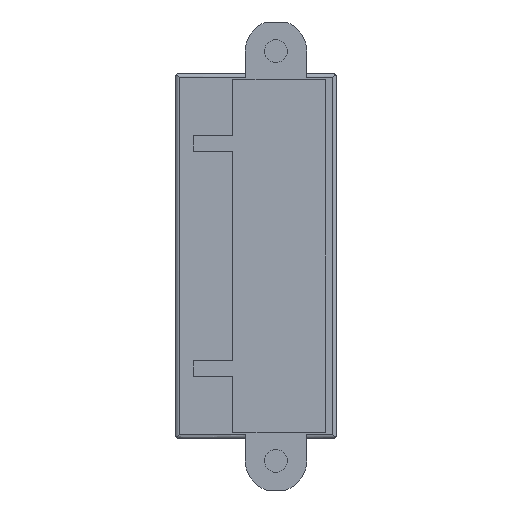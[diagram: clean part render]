
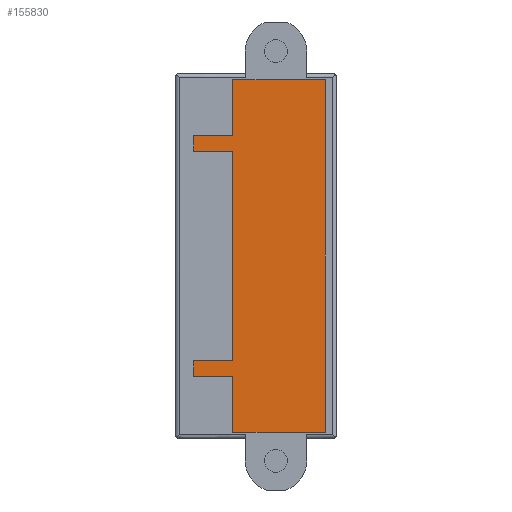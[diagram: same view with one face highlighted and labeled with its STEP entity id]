
A CAD part, left-side view. The second image highlights one B-rep face of the part: STEP entity #155830.
In plain terms, the highlighted face is planar.
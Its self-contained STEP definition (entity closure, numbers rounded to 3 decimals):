
#28200=CARTESIAN_POINT('',(0.8,16.,9.1));
#28210=VERTEX_POINT('',#28200);
#28240=CARTESIAN_POINT('',(0.8,16.,0.));
#28250=DIRECTION('',(-0.,0.,-1.));
#28260=VECTOR('',#28250,1.);
#28270=LINE('',#28240,#28260);
#28280=CARTESIAN_POINT('',(0.8,16.,-9.));
#28290=VERTEX_POINT('',#28280);
#28300=EDGE_CURVE('',#28210,#28290,#28270,.T.);
#154880=CARTESIAN_POINT('',(46.72,16.,9.1));
#154890=VERTEX_POINT('',#154880);
#154920=CARTESIAN_POINT('',(0.,16.,9.1));
#154930=DIRECTION('',(1.,0.,0.));
#154940=VECTOR('',#154930,1.);
#154950=LINE('',#154920,#154940);
#154960=EDGE_CURVE('',#28210,#154890,#154950,.T.);
#155370=CARTESIAN_POINT('',(46.72,16.,0.));
#155380=DIRECTION('',(0.,0.,1.));
#155390=VECTOR('',#155380,1.);
#155400=LINE('',#155370,#155390);
#155410=CARTESIAN_POINT('',(46.72,16.,-9.));
#155420=VERTEX_POINT('',#155410);
#155430=EDGE_CURVE('',#155420,#154890,#155400,.T.);
#155670=CARTESIAN_POINT('',(2.,16.,-2.));
#155680=DIRECTION('',(-0.,-1.,-0.));
#155690=DIRECTION('',(-1.,0.,0.));
#155700=AXIS2_PLACEMENT_3D('',#155670,#155680,#155690);
#155710=PLANE('',#155700);
#155720=ORIENTED_EDGE('',*,*,#155430,.T.);
#155730=CARTESIAN_POINT('',(0.,16.,-9.));
#155740=DIRECTION('',(1.,0.,0.));
#155750=VECTOR('',#155740,1.);
#155760=LINE('',#155730,#155750);
#155770=EDGE_CURVE('',#28290,#155420,#155760,.T.);
#155780=ORIENTED_EDGE('',*,*,#155770,.T.);
#155790=ORIENTED_EDGE('',*,*,#28300,.T.);
#155800=ORIENTED_EDGE('',*,*,#154960,.F.);
#155810=EDGE_LOOP('',(#155800,#155790,#155780,#155720));
#155820=FACE_OUTER_BOUND('',#155810,.T.);
#155830=ADVANCED_FACE('',(#155820),#155710,.T.);
